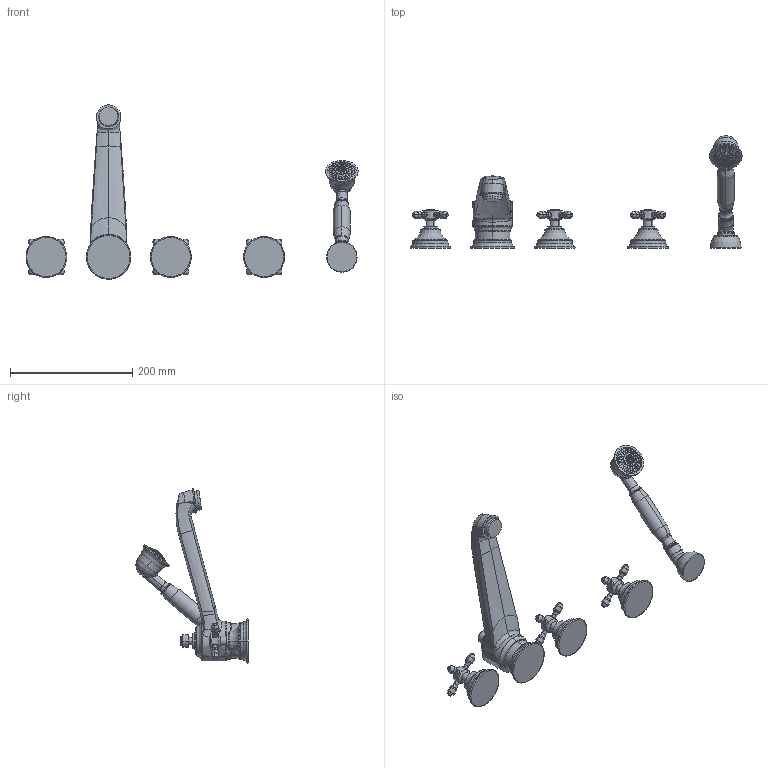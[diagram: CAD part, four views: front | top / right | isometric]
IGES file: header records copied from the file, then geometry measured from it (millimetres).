
Start section:  PTC IGES file: 3-1647.igs
Global section: file name: 3-1647.igs; native system: Creo Parametric by PTC Inc.; preprocessor: 2018400; author: jinson.thomas; organization: Unknown; date: 20210317.151113; units: inch
Bounding box: 542.35 x 183.54 x 284.77 mm (x, y, z)
Volume: 941313.2 mm3; surface area: 133935.6 mm2
Topology: 5 solids, 5 shells, 1431 faces, 3523 edges, 2220 vertices
Faces by surface type: revolution 868, bspline 543, extrusion 20
